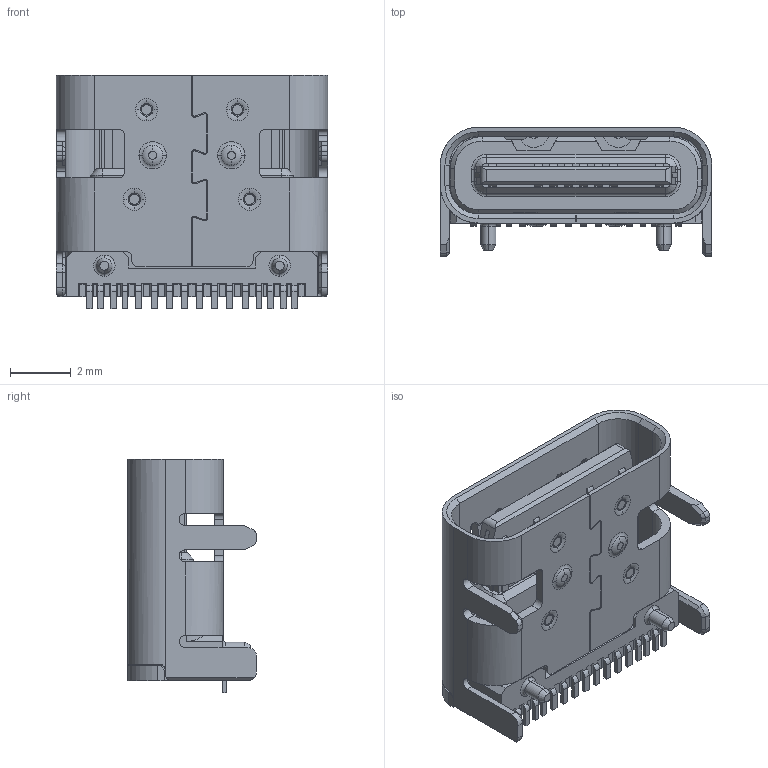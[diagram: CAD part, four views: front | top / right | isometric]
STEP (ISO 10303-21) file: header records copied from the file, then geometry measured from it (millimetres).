
FILE_DESCRIPTION (( 'STEP AP203' ), '1' );
FILE_NAME ('Same_Sky_UJ20-C-H-C-4-SMT-TR.step', '2025-01-29T16:24:27', ( '' ), ( '' ), 'SwSTEP 2.0', 'SolidWorks 2024', '' );
FILE_SCHEMA (( 'CONFIG_CONTROL_DESIGN' ));
Length unit declared in the file: inch
Products named in the file (1): Same_Sky_UJ20-C-H-C-4-SMT-TR
Bounding box: 8.95 x 4.26 x 7.72 mm (x, y, z)
Volume: 115.8 mm3; surface area: 461.6 mm2
Topology: 1 solids, 3 shells, 845 faces, 2379 edges, 1533 vertices
Faces by surface type: plane 536, cylinder 202, torus 63, cone 41, bspline 3
Entity records: 27865 total; most frequent: CARTESIAN_POINT 5901, ORIENTED_EDGE 4758, DIRECTION 4381, EDGE_CURVE 2379, VECTOR 1671, LINE 1671, VERTEX_POINT 1533, AXIS2_PLACEMENT_3D 1355
